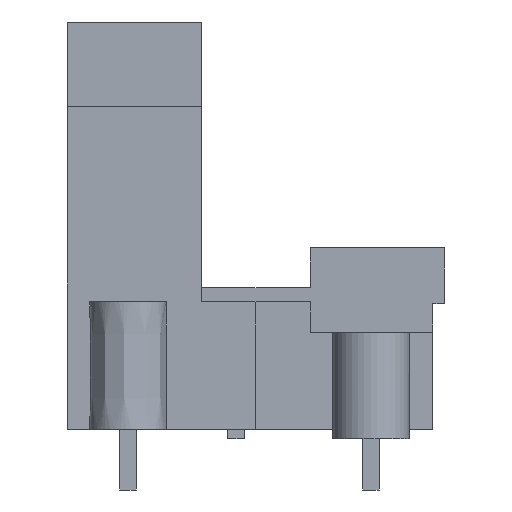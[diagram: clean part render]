
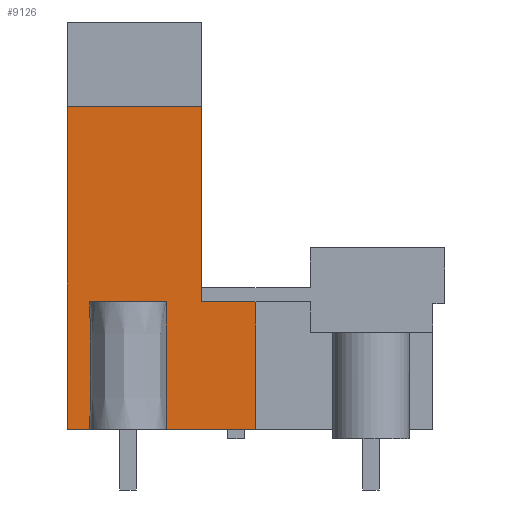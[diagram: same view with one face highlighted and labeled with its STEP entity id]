
A CAD part, left-side view. The second image highlights one B-rep face of the part: STEP entity #9126.
In plain terms, the highlighted planar face has unit normal (-1, 0, 0).
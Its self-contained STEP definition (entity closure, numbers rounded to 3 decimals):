
#9075=AXIS2_PLACEMENT_3D('Plane Axis2P3D',#9072,#9073,#9074) ;
#3283=CARTESIAN_POINT('Vertex',(3.84,11.84,3.8)) ;
#3286=CARTESIAN_POINT('Line Origine',(3.84,14.846,3.8)) ;
#3290=CARTESIAN_POINT('Vertex',(3.84,17.853,3.8)) ;
#3334=CARTESIAN_POINT('Vertex',(3.84,21.887,3.8)) ;
#3337=CARTESIAN_POINT('Line Origine',(3.84,22.779,3.8)) ;
#3341=CARTESIAN_POINT('Vertex',(3.84,23.67,3.8)) ;
#8587=CARTESIAN_POINT('Vertex',(3.84,15.24,12.7)) ;
#8617=CARTESIAN_POINT('Line Origine',(3.84,15.24,12.25)) ;
#8621=CARTESIAN_POINT('Vertex',(3.84,15.24,11.8)) ;
#8645=CARTESIAN_POINT('Vertex',(3.84,11.84,11.8)) ;
#8662=CARTESIAN_POINT('Line Origine',(3.84,13.54,11.8)) ;
#8910=CARTESIAN_POINT('Line Origine',(3.84,23.67,13.93)) ;
#8914=CARTESIAN_POINT('Vertex',(3.84,23.67,24.06)) ;
#9072=CARTESIAN_POINT('Axis2P3D Location',(3.84,23.67,3.2)) ;
#9077=CARTESIAN_POINT('Line Origine',(3.84,15.24,18.38)) ;
#9081=CARTESIAN_POINT('Vertex',(3.84,15.24,24.06)) ;
#9084=CARTESIAN_POINT('Line Origine',(3.84,19.455,24.06)) ;
#9089=CARTESIAN_POINT('Line Origine',(3.84,21.887,7.8)) ;
#9093=CARTESIAN_POINT('Vertex',(3.84,21.887,11.8)) ;
#9096=CARTESIAN_POINT('Line Origine',(3.84,19.87,11.8)) ;
#9100=CARTESIAN_POINT('Vertex',(3.84,17.853,11.8)) ;
#9103=CARTESIAN_POINT('Line Origine',(3.84,17.853,7.8)) ;
#9108=CARTESIAN_POINT('Line Origine',(3.84,11.84,7.8)) ;
#3287=DIRECTION('Vector Direction',(0.,-1.,0.)) ;
#3338=DIRECTION('Vector Direction',(0.,-1.,0.)) ;
#8618=DIRECTION('Vector Direction',(0.,0.,-1.)) ;
#8663=DIRECTION('Vector Direction',(0.,1.,0.)) ;
#8911=DIRECTION('Vector Direction',(0.,0.,1.)) ;
#9073=DIRECTION('Axis2P3D Direction',(-1.,0.,0.)) ;
#9074=DIRECTION('Axis2P3D XDirection',(0.,-1.,0.)) ;
#9078=DIRECTION('Vector Direction',(0.,0.,-1.)) ;
#9085=DIRECTION('Vector Direction',(0.,-1.,0.)) ;
#9090=DIRECTION('Vector Direction',(0.,0.,1.)) ;
#9097=DIRECTION('Vector Direction',(0.,1.,0.)) ;
#9104=DIRECTION('Vector Direction',(0.,0.,1.)) ;
#9109=DIRECTION('Vector Direction',(0.,0.,1.)) ;
#3288=VECTOR('Line Direction',#3287,1.) ;
#3339=VECTOR('Line Direction',#3338,1.) ;
#8619=VECTOR('Line Direction',#8618,1.) ;
#8664=VECTOR('Line Direction',#8663,1.) ;
#8912=VECTOR('Line Direction',#8911,1.) ;
#9079=VECTOR('Line Direction',#9078,1.) ;
#9086=VECTOR('Line Direction',#9085,1.) ;
#9091=VECTOR('Line Direction',#9090,1.) ;
#9098=VECTOR('Line Direction',#9097,1.) ;
#9105=VECTOR('Line Direction',#9104,1.) ;
#9110=VECTOR('Line Direction',#9109,1.) ;
#9114=ORIENTED_EDGE('',*,*,#9083,.F.) ;
#9115=ORIENTED_EDGE('',*,*,#9088,.T.) ;
#9116=ORIENTED_EDGE('',*,*,#8916,.T.) ;
#9117=ORIENTED_EDGE('',*,*,#3343,.T.) ;
#9118=ORIENTED_EDGE('',*,*,#9095,.T.) ;
#9119=ORIENTED_EDGE('',*,*,#9102,.F.) ;
#9120=ORIENTED_EDGE('',*,*,#9107,.F.) ;
#9121=ORIENTED_EDGE('',*,*,#3292,.T.) ;
#9122=ORIENTED_EDGE('',*,*,#9112,.T.) ;
#9123=ORIENTED_EDGE('',*,*,#8666,.T.) ;
#9124=ORIENTED_EDGE('',*,*,#8623,.F.) ;
#9126=ADVANCED_FACE('HOUSING',(#9125),#9076,.T.) ;
#3292=EDGE_CURVE('',#3291,#3284,#3289,.T.) ;
#3343=EDGE_CURVE('',#3342,#3335,#3340,.T.) ;
#8623=EDGE_CURVE('',#8588,#8622,#8620,.T.) ;
#8666=EDGE_CURVE('',#8646,#8622,#8665,.T.) ;
#8916=EDGE_CURVE('',#8915,#3342,#8913,.F.) ;
#9083=EDGE_CURVE('',#9082,#8588,#9080,.T.) ;
#9088=EDGE_CURVE('',#9082,#8915,#9087,.F.) ;
#9095=EDGE_CURVE('',#3335,#9094,#9092,.T.) ;
#9102=EDGE_CURVE('',#9101,#9094,#9099,.T.) ;
#9107=EDGE_CURVE('',#3291,#9101,#9106,.T.) ;
#9112=EDGE_CURVE('',#3284,#8646,#9111,.T.) ;
#9113=EDGE_LOOP('',(#9114,#9115,#9116,#9117,#9118,#9119,#9120,#9121,#9122,#9123,#9124)) ;
#9125=FACE_OUTER_BOUND('',#9113,.T.) ;
#3289=LINE('Line',#3286,#3288) ;
#3340=LINE('Line',#3337,#3339) ;
#8620=LINE('Line',#8617,#8619) ;
#8665=LINE('Line',#8662,#8664) ;
#8913=LINE('Line',#8910,#8912) ;
#9080=LINE('Line',#9077,#9079) ;
#9087=LINE('Line',#9084,#9086) ;
#9092=LINE('Line',#9089,#9091) ;
#9099=LINE('Line',#9096,#9098) ;
#9106=LINE('Line',#9103,#9105) ;
#9111=LINE('Line',#9108,#9110) ;
#9076=PLANE('',#9075) ;
#3284=VERTEX_POINT('',#3283) ;
#3291=VERTEX_POINT('',#3290) ;
#3335=VERTEX_POINT('',#3334) ;
#3342=VERTEX_POINT('',#3341) ;
#8588=VERTEX_POINT('',#8587) ;
#8622=VERTEX_POINT('',#8621) ;
#8646=VERTEX_POINT('',#8645) ;
#8915=VERTEX_POINT('',#8914) ;
#9082=VERTEX_POINT('',#9081) ;
#9094=VERTEX_POINT('',#9093) ;
#9101=VERTEX_POINT('',#9100) ;
